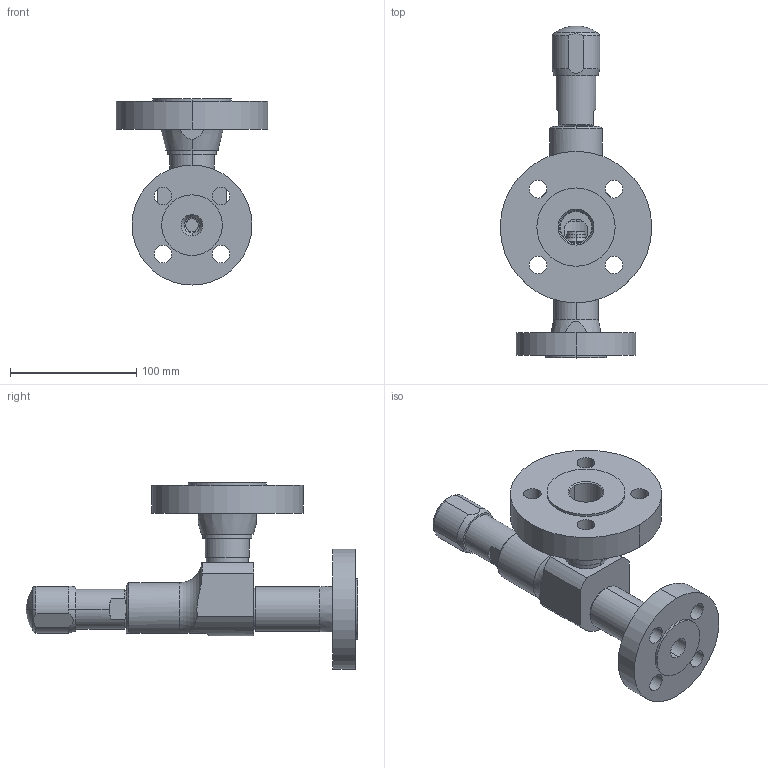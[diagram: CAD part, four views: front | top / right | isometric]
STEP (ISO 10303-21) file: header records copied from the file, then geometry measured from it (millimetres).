
FILE_DESCRIPTION((''),'2;1');
FILE_NAME('10000503694_G3D_000_ASM','2020-05-07T18:07:09',('stumpenhagen'),(''),'CREO PARAMETRIC BY PTC INC, 2019030','CREO PARAMETRIC BY PTC INC, 2019030','');
FILE_SCHEMA(('CONFIG_CONTROL_DESIGN'));
Length unit declared in the file: millimetre
Products named in the file (7): 10000483736_G3D_000; 10000475660_G3D_000; 10000490706_G3D_000; 10000483739_G3D_000; 10000483757_G3D_000; 10000482118_G3D_000; 10000503694_G3D_000_ASM
Assembly tree (6 placements, depth 2):
  10000503694_G3D_000_ASM
    10000483736_G3D_000
    10000475660_G3D_000
    10000490706_G3D_000
    10000483739_G3D_000
    10000483757_G3D_000
    10000482118_G3D_000
Bounding box: 120 x 263 x 147.5 mm (x, y, z)
Volume: 633617 mm3; surface area: 136139.3 mm2
Topology: 6 solids, 6 shells, 243 faces, 590 edges, 376 vertices
Faces by surface type: plane 104, cylinder 92, cone 30, torus 15, sphere 2
Entity records: 7620 total; most frequent: CARTESIAN_POINT 1565, DIRECTION 1311, ORIENTED_EDGE 1176, EDGE_CURVE 588, AXIS2_PLACEMENT_3D 507, VERTEX_POINT 376, VECTOR 297, LINE 297
